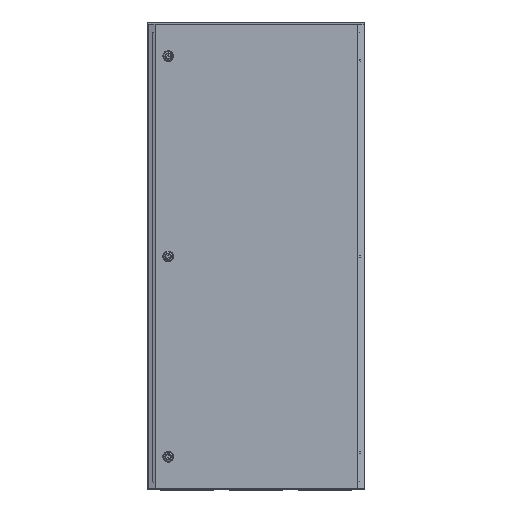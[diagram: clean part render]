
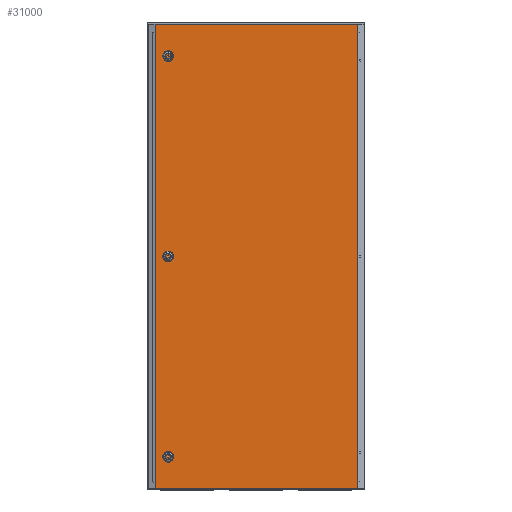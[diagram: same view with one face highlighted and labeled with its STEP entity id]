
A CAD part, top view. The second image highlights one B-rep face of the part: STEP entity #31000.
In plain terms, the highlighted face is planar.
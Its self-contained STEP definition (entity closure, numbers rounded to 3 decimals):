
#325 = DIRECTION ( 'NONE',  ( 0., 0., 1. ) ) ;
#873 = DIRECTION ( 'NONE',  ( -1., 0., 0. ) ) ;
#1107 = DIRECTION ( 'NONE',  ( 1., 0., 0. ) ) ;
#1203 = VERTEX_POINT ( 'NONE', #9191 ) ;
#1218 = ORIENTED_EDGE ( 'NONE', *, *, #21470, .F. ) ;
#1569 = VERTEX_POINT ( 'NONE', #13229 ) ;
#1618 = EDGE_CURVE ( 'NONE', #8203, #13719, #4649, .T. ) ;
#1796 = EDGE_CURVE ( 'NONE', #13719, #18841, #30210, .T. ) ;
#2322 = VECTOR ( 'NONE', #6087, 1000. ) ;
#4015 = AXIS2_PLACEMENT_3D ( 'NONE', #9986, #27099, #12467 ) ;
#4039 = PLANE ( 'NONE',  #14378 ) ;
#4248 = VECTOR ( 'NONE', #29230, 1000. ) ;
#4472 = FACE_OUTER_BOUND ( 'NONE', #22176, .T. ) ;
#4641 = VECTOR ( 'NONE', #873, 1000. ) ;
#4649 = LINE ( 'NONE', #30516, #2322 ) ;
#5213 = DIRECTION ( 'NONE',  ( 0., 0., 1. ) ) ;
#5246 = FACE_BOUND ( 'NONE', #26027, .T. ) ;
#5718 = VERTEX_POINT ( 'NONE', #26704 ) ;
#5839 = VERTEX_POINT ( 'NONE', #17300 ) ;
#6011 = CIRCLE ( 'NONE', #30990, 1.5 ) ;
#6087 = DIRECTION ( 'NONE',  ( 0., -1., 0. ) ) ;
#6293 = EDGE_CURVE ( 'NONE', #5718, #1203, #25479, .T. ) ;
#6853 = CARTESIAN_POINT ( 'NONE',  ( -302.921, -695., 0. ) ) ;
#7239 = ORIENTED_EDGE ( 'NONE', *, *, #1618, .F. ) ;
#8203 = VERTEX_POINT ( 'NONE', #12107 ) ;
#8595 = ORIENTED_EDGE ( 'NONE', *, *, #1796, .F. ) ;
#8726 = VERTEX_POINT ( 'NONE', #9412 ) ;
#8928 = DIRECTION ( 'NONE',  ( 1., 0., 0. ) ) ;
#9191 = CARTESIAN_POINT ( 'NONE',  ( -262., -600., 0. ) ) ;
#9317 = EDGE_CURVE ( 'NONE', #1569, #8726, #13466, .T. ) ;
#9412 = CARTESIAN_POINT ( 'NONE',  ( -265., 600., 0. ) ) ;
#9708 = DIRECTION ( 'NONE',  ( 0., 0., 1. ) ) ;
#9986 = CARTESIAN_POINT ( 'NONE',  ( -263.5, -600., 0. ) ) ;
#10651 = CARTESIAN_POINT ( 'NONE',  ( -302.921, 695., 0. ) ) ;
#10861 = DIRECTION ( 'NONE',  ( 0., -1., 0. ) ) ;
#10919 = FACE_BOUND ( 'NONE', #24897, .T. ) ;
#12107 = CARTESIAN_POINT ( 'NONE',  ( 302.921, 695., 0. ) ) ;
#12139 = CARTESIAN_POINT ( 'NONE',  ( -263.5, 600., 0. ) ) ;
#12467 = DIRECTION ( 'NONE',  ( -1., 0., 0. ) ) ;
#13229 = CARTESIAN_POINT ( 'NONE',  ( -262., 600., 0. ) ) ;
#13311 = AXIS2_PLACEMENT_3D ( 'NONE', #12139, #29232, #14607 ) ;
#13466 = CIRCLE ( 'NONE', #13311, 1.5 ) ;
#13534 = CARTESIAN_POINT ( 'NONE',  ( 302.921, -695., 0. ) ) ;
#13620 = EDGE_LOOP ( 'NONE', ( #31477, #23400 ) ) ;
#13719 = VERTEX_POINT ( 'NONE', #13534 ) ;
#13936 = ORIENTED_EDGE ( 'NONE', *, *, #20893, .T. ) ;
#14378 = AXIS2_PLACEMENT_3D ( 'NONE', #21099, #23547, #8928 ) ;
#14448 = ORIENTED_EDGE ( 'NONE', *, *, #20849, .T. ) ;
#14607 = DIRECTION ( 'NONE',  ( 1., 0., 0. ) ) ;
#14915 = CARTESIAN_POINT ( 'NONE',  ( -263.5, 0., 0. ) ) ;
#14949 = CIRCLE ( 'NONE', #28469, 1.5 ) ;
#15695 = DIRECTION ( 'NONE',  ( 0., 0., 1. ) ) ;
#16818 = VECTOR ( 'NONE', #10861, 1000. ) ;
#17300 = CARTESIAN_POINT ( 'NONE',  ( -265., 0., 0. ) ) ;
#17357 = DIRECTION ( 'NONE',  ( 1., 0., 0. ) ) ;
#17595 = LINE ( 'NONE', #10651, #4641 ) ;
#17886 = ORIENTED_EDGE ( 'NONE', *, *, #19473, .F. ) ;
#18666 = AXIS2_PLACEMENT_3D ( 'NONE', #24330, #9708, #26792 ) ;
#18841 = VERTEX_POINT ( 'NONE', #6853 ) ;
#19313 = CARTESIAN_POINT ( 'NONE',  ( -302.921, -695., 0. ) ) ;
#19473 = EDGE_CURVE ( 'NONE', #30614, #5839, #31457, .T. ) ;
#19494 = AXIS2_PLACEMENT_3D ( 'NONE', #14915, #325, #17357 ) ;
#19813 = CARTESIAN_POINT ( 'NONE',  ( -263.5, 600., 0. ) ) ;
#20849 = EDGE_CURVE ( 'NONE', #8203, #21140, #17595, .T. ) ;
#20893 = EDGE_CURVE ( 'NONE', #21140, #18841, #23324, .T. ) ;
#21099 = CARTESIAN_POINT ( 'NONE',  ( -302.921, 695., 0. ) ) ;
#21140 = VERTEX_POINT ( 'NONE', #26612 ) ;
#21470 = EDGE_CURVE ( 'NONE', #5839, #30614, #14949, .T. ) ;
#22176 = EDGE_LOOP ( 'NONE', ( #8595, #7239, #14448, #13936 ) ) ;
#22270 = DIRECTION ( 'NONE',  ( 1., 0., 0. ) ) ;
#23324 = LINE ( 'NONE', #27967, #16818 ) ;
#23387 = EDGE_CURVE ( 'NONE', #1203, #5718, #29341, .T. ) ;
#23400 = ORIENTED_EDGE ( 'NONE', *, *, #23869, .F. ) ;
#23547 = DIRECTION ( 'NONE',  ( 0., 0., 1. ) ) ;
#23869 = EDGE_CURVE ( 'NONE', #8726, #1569, #6011, .T. ) ;
#24318 = CARTESIAN_POINT ( 'NONE',  ( -262., 0., 0. ) ) ;
#24330 = CARTESIAN_POINT ( 'NONE',  ( -263.5, -600., 0. ) ) ;
#24897 = EDGE_LOOP ( 'NONE', ( #24990, #25395 ) ) ;
#24990 = ORIENTED_EDGE ( 'NONE', *, *, #23387, .F. ) ;
#25395 = ORIENTED_EDGE ( 'NONE', *, *, #6293, .F. ) ;
#25479 = CIRCLE ( 'NONE', #4015, 1.5 ) ;
#26027 = EDGE_LOOP ( 'NONE', ( #17886, #1218 ) ) ;
#26612 = CARTESIAN_POINT ( 'NONE',  ( -302.921, 695., 0. ) ) ;
#26704 = CARTESIAN_POINT ( 'NONE',  ( -265., -600., 0. ) ) ;
#26792 = DIRECTION ( 'NONE',  ( -1., 0., 0. ) ) ;
#27099 = DIRECTION ( 'NONE',  ( 0., 0., 1. ) ) ;
#27967 = CARTESIAN_POINT ( 'NONE',  ( -302.921, 695., 0. ) ) ;
#28469 = AXIS2_PLACEMENT_3D ( 'NONE', #30343, #15695, #1107 ) ;
#29230 = DIRECTION ( 'NONE',  ( -1., 0., 0. ) ) ;
#29232 = DIRECTION ( 'NONE',  ( 0., 0., 1. ) ) ;
#29341 = CIRCLE ( 'NONE', #18666, 1.5 ) ;
#30210 = LINE ( 'NONE', #19313, #4248 ) ;
#30343 = CARTESIAN_POINT ( 'NONE',  ( -263.5, 0., 0. ) ) ;
#30430 = FACE_BOUND ( 'NONE', #13620, .T. ) ;
#30516 = CARTESIAN_POINT ( 'NONE',  ( 302.921, 695., 0. ) ) ;
#30614 = VERTEX_POINT ( 'NONE', #24318 ) ;
#30990 = AXIS2_PLACEMENT_3D ( 'NONE', #19813, #5213, #22270 ) ;
#31000 = ADVANCED_FACE ( 'NONE', ( #5246, #10919, #30430, #4472 ), #4039, .T. ) ;
#31457 = CIRCLE ( 'NONE', #19494, 1.5 ) ;
#31477 = ORIENTED_EDGE ( 'NONE', *, *, #9317, .F. ) ;
